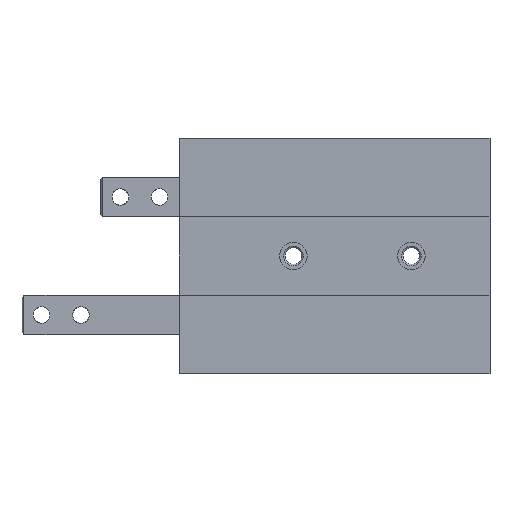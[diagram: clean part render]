
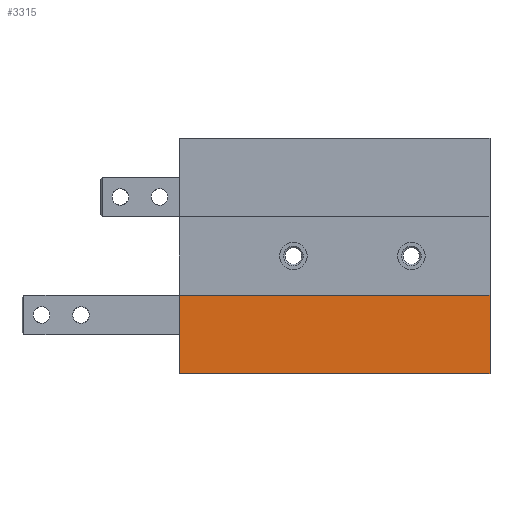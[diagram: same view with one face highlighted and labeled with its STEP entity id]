
A CAD part, left-side view. The second image highlights one B-rep face of the part: STEP entity #3315.
In plain terms, the highlighted face is planar.
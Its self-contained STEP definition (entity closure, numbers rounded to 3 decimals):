
#65=PLANE('',#3611);
#272=LINE('',#5163,#562);
#274=LINE('',#5167,#564);
#275=LINE('',#5169,#565);
#276=LINE('',#5171,#566);
#562=VECTOR('',#4092,1000.);
#564=VECTOR('',#4096,1000.);
#565=VECTOR('',#4097,1000.);
#566=VECTOR('',#4098,1000.);
#1048=ORIENTED_EDGE('',*,*,#1902,.T.);
#1049=ORIENTED_EDGE('',*,*,#1903,.F.);
#1050=ORIENTED_EDGE('',*,*,#1904,.F.);
#1051=ORIENTED_EDGE('',*,*,#1900,.T.);
#1900=EDGE_CURVE('',#2318,#2317,#272,.T.);
#1902=EDGE_CURVE('',#2317,#2319,#274,.T.);
#1903=EDGE_CURVE('',#2320,#2319,#275,.T.);
#1904=EDGE_CURVE('',#2318,#2320,#276,.T.);
#2317=VERTEX_POINT('',#5162);
#2318=VERTEX_POINT('',#5164);
#2319=VERTEX_POINT('',#5168);
#2320=VERTEX_POINT('',#5170);
#2614=EDGE_LOOP('',(#1048,#1049,#1050,#1051));
#2948=FACE_BOUND('',#2614,.T.);
#3315=ADVANCED_FACE('',(#2948),#65,.F.);
#3611=AXIS2_PLACEMENT_3D('',#5166,#4094,#4095);
#4092=DIRECTION('',(0.,-1.,0.));
#4094=DIRECTION('',(0.,0.,1.));
#4095=DIRECTION('',(1.,0.,0.));
#4096=DIRECTION('',(-1.,0.,0.));
#4097=DIRECTION('',(0.,-1.,0.));
#4098=DIRECTION('',(-1.,0.,0.));
#5162=CARTESIAN_POINT('',(30.,0.,-9.3));
#5163=CARTESIAN_POINT('',(30.,79.,-9.3));
#5164=CARTESIAN_POINT('',(30.,79.,-9.3));
#5166=CARTESIAN_POINT('',(30.,79.,-9.3));
#5167=CARTESIAN_POINT('',(30.,0.,-9.3));
#5168=CARTESIAN_POINT('',(10.,0.,-9.3));
#5169=CARTESIAN_POINT('',(10.,79.,-9.3));
#5170=CARTESIAN_POINT('',(10.,79.,-9.3));
#5171=CARTESIAN_POINT('',(30.,79.,-9.3));
